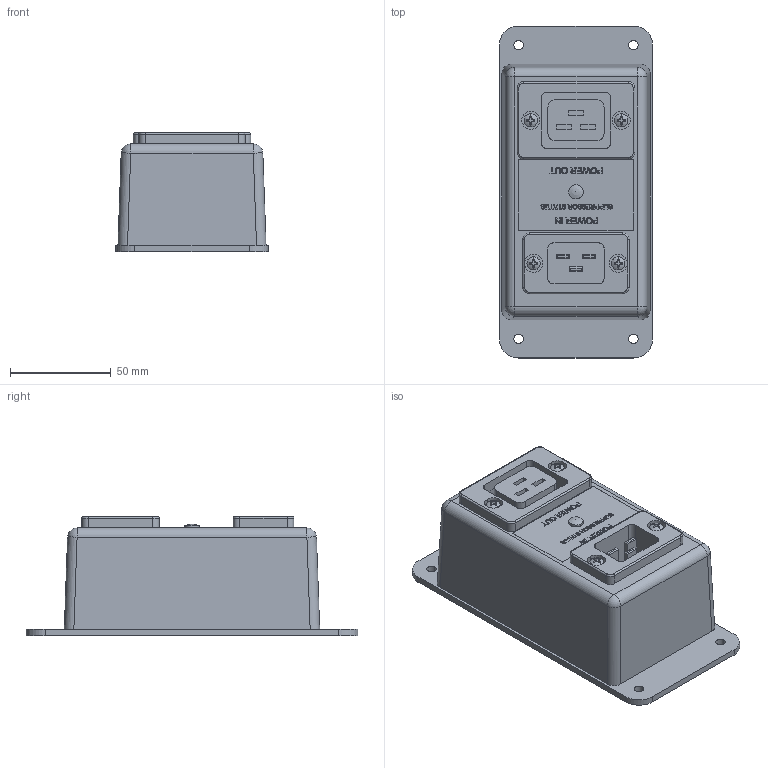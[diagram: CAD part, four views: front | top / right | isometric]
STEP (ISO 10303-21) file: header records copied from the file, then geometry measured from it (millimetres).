
FILE_DESCRIPTION (( 'STEP AP214' ), '1' );
FILE_NAME ('1101-571-E.STEP', '2019-01-16T17:45:50', ( '' ), ( '' ), 'SwSTEP 2.0', 'SolidWorks 2018', '' );
FILE_SCHEMA (( 'AUTOMOTIVE_DESIGN' ));
Length unit declared in the file: inch
Products named in the file (8): 2004-051; 1101-571-E; 2021-179; 3450-074 rev o; 2003-1462; 2400-169; 2400-170; 2102-209_2102-209
Assembly tree (10 placements, depth 2):
  1101-571-E
    2004-051
    2021-179
    3450-074 rev o
    2400-169
    2400-170
    2003-1462
    2102-209_2102-209  x4
Bounding box: 76.2 x 165.1 x 59.23 mm (x, y, z)
Volume: 183319.9 mm3; surface area: 111077 mm2
Topology: 13 solids, 13 shells, 1127 faces, 3001 edges, 1970 vertices
Faces by surface type: plane 538, bspline 248, cylinder 228, cone 72, torus 24, sphere 17
Entity records: 45921 total; most frequent: CARTESIAN_POINT 18549, ORIENTED_EDGE 4708, DIRECTION 3651, EDGE_CURVE 2354, VERTEX_POINT 1548, VECTOR 1483, LINE 1483, AXIS2_PLACEMENT_3D 1084
